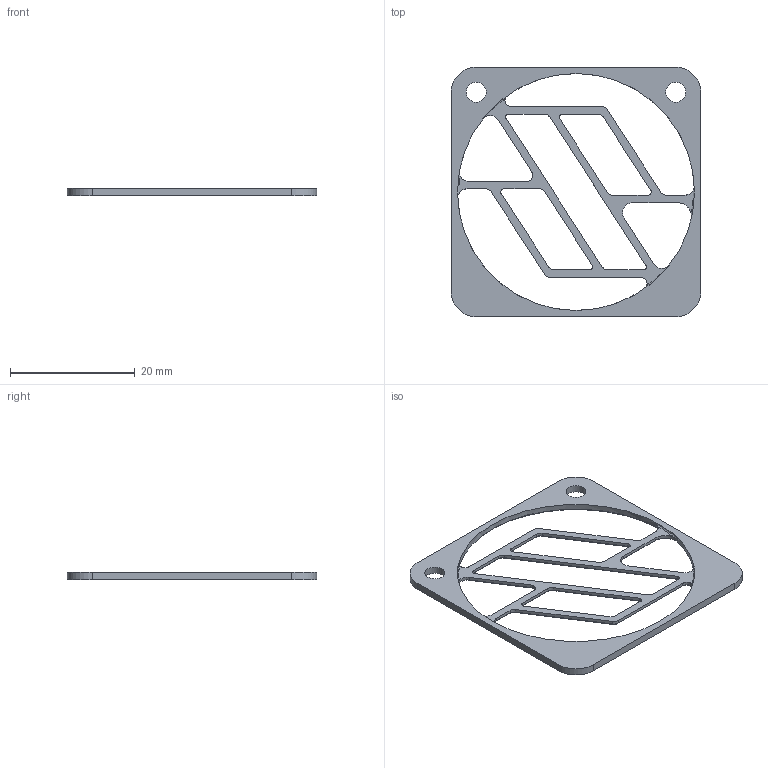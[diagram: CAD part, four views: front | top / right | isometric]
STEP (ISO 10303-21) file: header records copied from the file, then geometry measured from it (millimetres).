
FILE_DESCRIPTION(/* description */ (''),/* implementation_level */ '2;1');
FILE_NAME(/* name */ 'Fan2.step',/* time_stamp */ '2018-11-12T20:11:53+01:00',/* author */ (''),/* organization */ (''),/* preprocessor_version */ 'ST-DEVELOPER v17.2',/* originating_system */ 'Autodesk Translation Framework v7.6.0.251',/* authorisation */ '');
FILE_SCHEMA (('AUTOMOTIVE_DESIGN { 1 0 10303 214 3 1 1 }'));
Length unit declared in the file: millimetre
Products named in the file (1): Default
Bounding box: 40 x 40 x 1.2 mm (x, y, z)
Volume: 663.7 mm3; surface area: 1766.6 mm2
Topology: 1 solids, 1 shells, 118 faces, 306 edges, 187 vertices
Faces by surface type: plane 51, cylinder 33, cone 30, torus 4
Full cylindrical faces by diameter (mm): 3.2 x2, 38 x1
Entity records: 3693 total; most frequent: CARTESIAN_POINT 674, DIRECTION 645, ORIENTED_EDGE 612, EDGE_CURVE 306, AXIS2_PLACEMENT_3D 228, LINE 189, VECTOR 189, VERTEX_POINT 187
